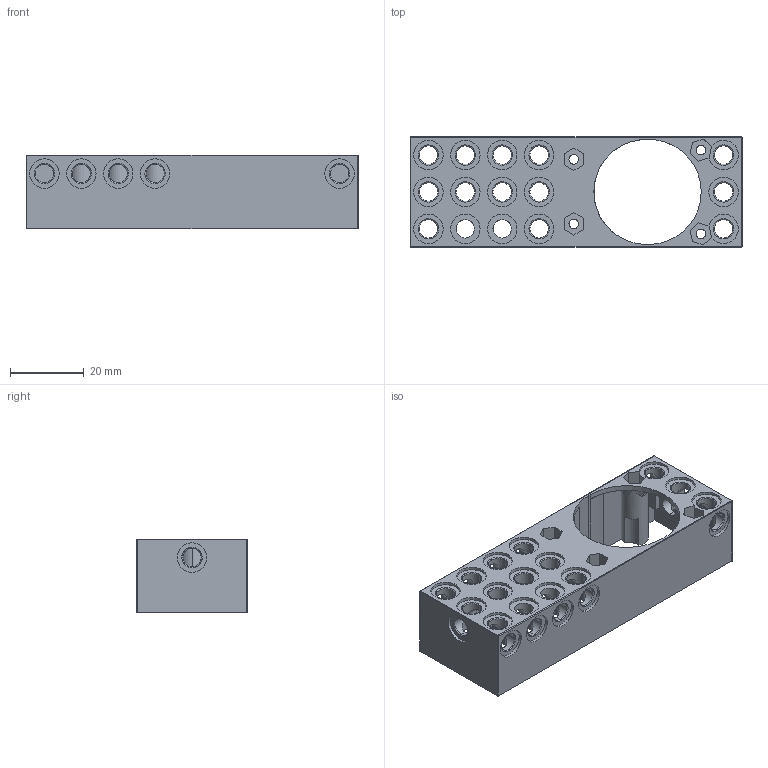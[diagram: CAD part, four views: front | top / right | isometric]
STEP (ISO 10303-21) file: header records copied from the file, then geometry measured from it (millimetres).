
FILE_DESCRIPTION (( 'STEP AP203' ), '1' );
FILE_NAME ('MOcA_1.STEP', '2019-03-04T09:33:28', ( '' ), ( '' ), 'SwSTEP 2.0', 'SolidWorks 2018', '' );
FILE_SCHEMA (( 'CONFIG_CONTROL_DESIGN' ));
Length unit declared in the file: millimetre
Products named in the file (1): MOcA_1
Bounding box: 90 x 30 x 20 mm (x, y, z)
Volume: 13213.7 mm3; surface area: 18271.3 mm2
Topology: 1 solids, 1 shells, 411 faces, 1080 edges, 672 vertices
Faces by surface type: cylinder 202, plane 140, torus 61, sphere 4, bspline 4
Entity records: 15063 total; most frequent: CARTESIAN_POINT 4832, ORIENTED_EDGE 2144, DIRECTION 2119, EDGE_CURVE 1072, AXIS2_PLACEMENT_3D 810, VERTEX_POINT 672, EDGE_LOOP 508, LINE 499
